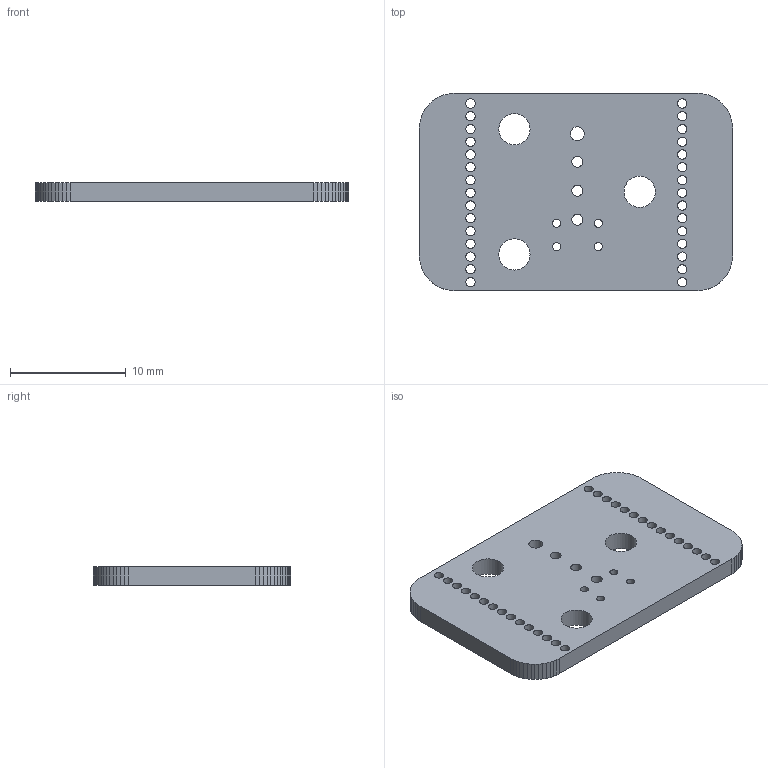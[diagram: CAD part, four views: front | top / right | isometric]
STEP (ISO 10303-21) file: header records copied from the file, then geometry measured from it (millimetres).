
FILE_DESCRIPTION(('KiCad electronic assembly'),'2;1');
FILE_NAME('ProbePCB.step','2023-10-12T17:26:25',('Pcbnew'),('Kicad'), 'Open CASCADE STEP processor 7.7','KiCad to STEP converter','Unknown' );
FILE_SCHEMA(('AUTOMOTIVE_DESIGN { 1 0 10303 214 1 1 1 1 }'));
Length unit declared in the file: millimetre
Products named in the file (2): ProbePCB 1; ProbePCB PCB
Assembly tree (1 placements, depth 2):
  ProbePCB 1
    ProbePCB PCB
Bounding box: 27 x 17 x 1.6 mm (x, y, z)
Volume: 662.6 mm3; surface area: 1156.7 mm2
Topology: 1 solids, 1 shells, 103 faces, 303 edges, 202 vertices
Faces by surface type: plane 62, cylinder 41
Full cylindrical faces by diameter (mm): 0.7 x4, 0.8 x30, 0.95 x3, 1.2 x1, 2.7 x3
Entity records: 7837 total; most frequent: CARTESIAN_POINT 1708, DIRECTION 1119, LINE 745, VECTOR 745, ORIENTED_EDGE 606, PCURVE 606, DEFINITIONAL_REPRESENTATION 606, EDGE_CURVE 303
